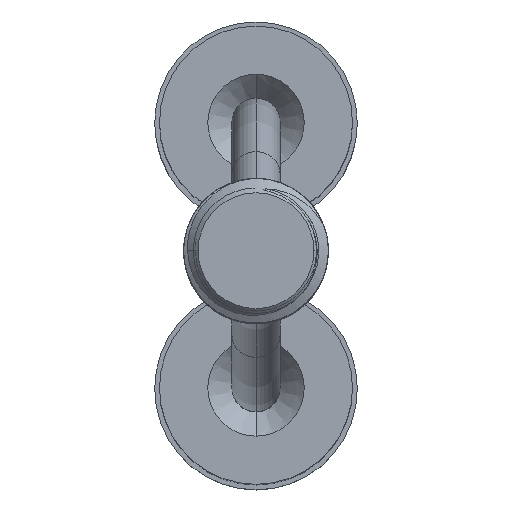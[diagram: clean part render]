
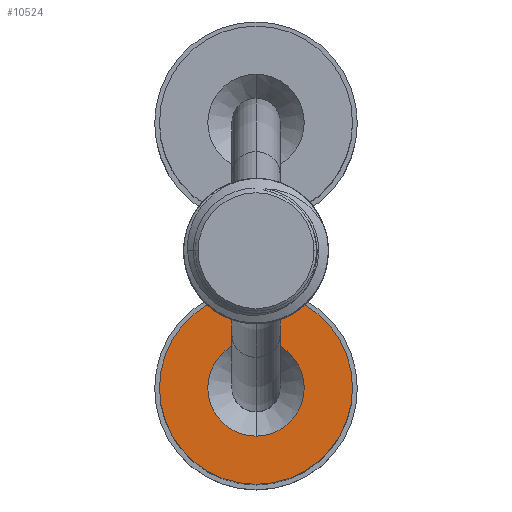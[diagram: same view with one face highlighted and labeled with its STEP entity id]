
A CAD part, top view. The second image highlights one B-rep face of the part: STEP entity #10524.
In plain terms, the highlighted face is planar.
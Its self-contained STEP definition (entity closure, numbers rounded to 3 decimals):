
#10207=CARTESIAN_POINT('',(0.,0.,0.));
#10208=DIRECTION('',(-1.,0.,0.));
#10209=DIRECTION('',(0.,1.,0.));
#10210=AXIS2_PLACEMENT_3D('',#10207,#10208,#10209);
#10212=CARTESIAN_POINT('',(0.,0.,0.));
#10213=DIRECTION('',(1.,0.,0.));
#10214=DIRECTION('',(0.,1.,0.));
#10215=AXIS2_PLACEMENT_3D('',#10212,#10213,#10214);
#10217=CARTESIAN_POINT('',(0.,0.,0.));
#10218=DIRECTION('',(1.,0.,0.));
#10219=DIRECTION('',(0.,-1.,0.));
#10220=AXIS2_PLACEMENT_3D('',#10217,#10218,#10219);
#10222=CARTESIAN_POINT('',(0.,0.,0.));
#10223=DIRECTION('',(1.,0.,0.));
#10224=DIRECTION('',(0.,1.,0.));
#10225=AXIS2_PLACEMENT_3D('',#10222,#10223,#10224);
#10329=CARTESIAN_POINT('',(0.,2.,0.));
#10331=VERTEX_POINT('',#10329);
#10337=CARTESIAN_POINT('',(0.,-2.,0.));
#10339=VERTEX_POINT('',#10337);
#10352=CARTESIAN_POINT('',(0.,-1.,0.));
#10353=CARTESIAN_POINT('',(0.,1.,0.));
#10354=VERTEX_POINT('',#10352);
#10355=VERTEX_POINT('',#10353);
#10508=CARTESIAN_POINT('',(0.,0.,0.));
#10509=DIRECTION('',(1.,0.,0.));
#10510=DIRECTION('',(0.,-1.,0.));
#10511=AXIS2_PLACEMENT_3D('',#10508,#10509,#10510);
#10512=PLANE('',#10511);
#10514=ORIENTED_EDGE('',*,*,#10513,.F.);
#10516=ORIENTED_EDGE('',*,*,#10515,.T.);
#10517=EDGE_LOOP('',(#10514,#10516));
#10518=FACE_OUTER_BOUND('',#10517,.F.);
#10520=ORIENTED_EDGE('',*,*,#10519,.F.);
#10521=ORIENTED_EDGE('',*,*,#10498,.F.);
#10522=EDGE_LOOP('',(#10520,#10521));
#10523=FACE_BOUND('',#10522,.F.);
#10211=CIRCLE('',#10210,2.);
#10216=CIRCLE('',#10215,2.);
#10221=CIRCLE('',#10220,1.);
#10226=CIRCLE('',#10225,1.);
#10498=EDGE_CURVE('',#10355,#10354,#10226,.T.);
#10513=EDGE_CURVE('',#10331,#10339,#10211,.T.);
#10515=EDGE_CURVE('',#10331,#10339,#10216,.T.);
#10519=EDGE_CURVE('',#10354,#10355,#10221,.T.);
#10524=ADVANCED_FACE('',(#10518,#10523),#10512,.F.);
